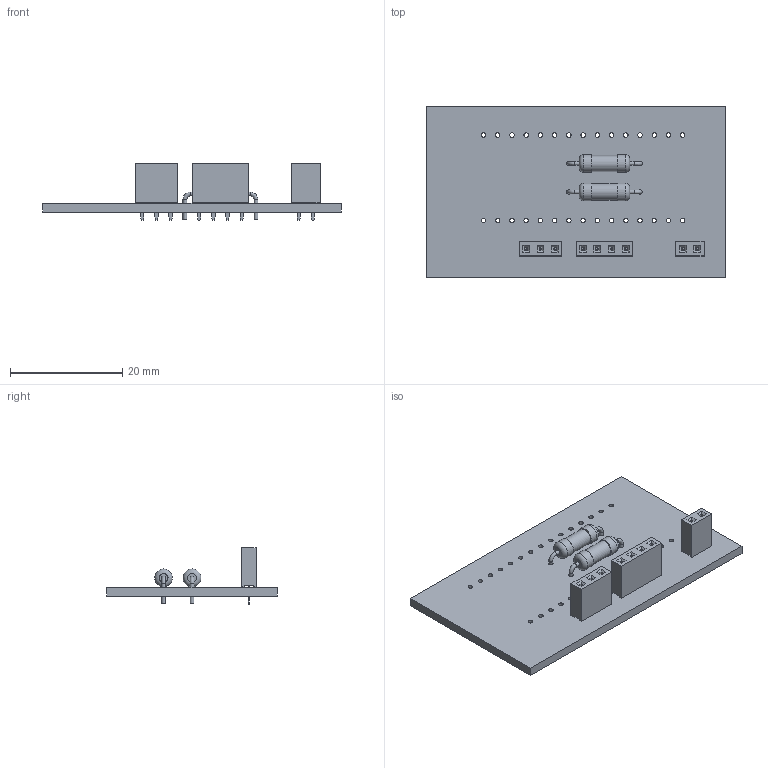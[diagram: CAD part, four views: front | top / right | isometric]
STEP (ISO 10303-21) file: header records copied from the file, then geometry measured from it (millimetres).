
FILE_DESCRIPTION(('KiCad electronic assembly'),'2;1');
FILE_NAME('main-board.step','2020-02-02T21:31:03',('An Author'),( 'A Company'),'Open CASCADE STEP processor 6.9', 'KiCad to STEP converter','Unknown');
FILE_SCHEMA(('AUTOMOTIVE_DESIGN { 1 0 10303 214 1 1 1 1 }'));
Length unit declared in the file: millimetre
Products named in the file (10): Open CASCADE STEP translator 6.9 1; PinSocket_1x02_P2.54mm_Vertical; SOLID; PinSocket_1x03_P2.54mm_Vertical; PinSocket_1x04_P2.54mm_Vertical; R_Axial_DIN0309_L9.0mm_D3.2mm_P12.70mm_Horizontal; COMPOUND
Assembly tree (10 placements, depth 3):
  Open CASCADE STEP translator 6.9 1
    PinSocket_1x02_P2.54mm_Vertical
      SOLID
    PinSocket_1x03_P2.54mm_Vertical
      SOLID
    PinSocket_1x04_P2.54mm_Vertical
      SOLID
    R_Axial_DIN0309_L9.0mm_D3.2mm_P12.70mm_Horizontal  x2
      SOLID
    COMPOUND
Bounding box: 53.34 x 30.48 x 10.1 mm (x, y, z)
Volume: 3080.2 mm3; surface area: 4637 mm2
Topology: 6 solids, 6 shells, 392 faces, 987 edges, 642 vertices
Faces by surface type: plane 327, cylinder 57, torus 8
Full cylindrical faces by diameter (mm): 0.7 x8, 0.8 x34, 1 x9, 2.88 x2, 3.2 x4
Entity records: 26667 total; most frequent: CARTESIAN_POINT 4552, DIRECTION 3660, LINE 2674, VECTOR 2674, ORIENTED_EDGE 1920, PCURVE 1920, DEFINITIONAL_REPRESENTATION 1920, EDGE_CURVE 960
